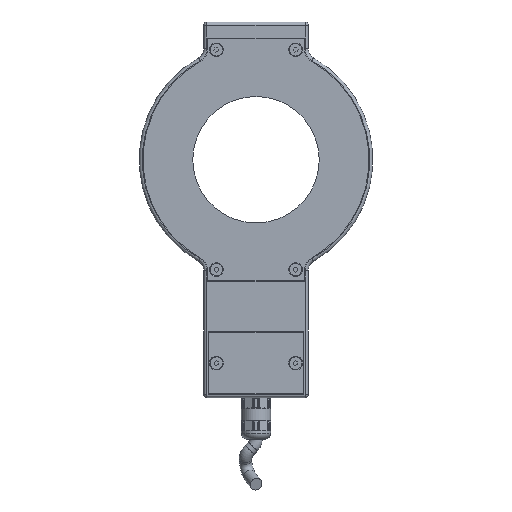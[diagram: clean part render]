
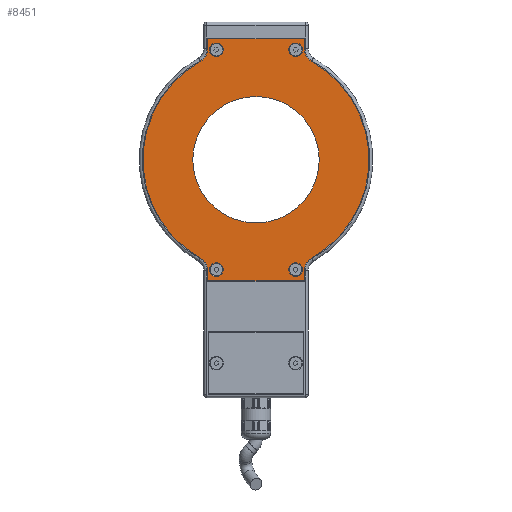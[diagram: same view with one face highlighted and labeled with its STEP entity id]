
A CAD part, front view. The second image highlights one B-rep face of the part: STEP entity #8451.
In plain terms, the highlighted planar face has unit normal (0, -1, 0).
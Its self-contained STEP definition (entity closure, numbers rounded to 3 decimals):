
#512=LINE('',#15140,#1051);
#513=LINE('',#15148,#1052);
#514=LINE('',#15150,#1053);
#515=LINE('',#15152,#1054);
#516=LINE('',#15160,#1055);
#517=LINE('',#15161,#1056);
#1051=VECTOR('',#11249,4.887);
#1052=VECTOR('',#11256,4.887);
#1053=VECTOR('',#11257,46.4);
#1054=VECTOR('',#11258,4.887);
#1055=VECTOR('',#11265,4.887);
#1056=VECTOR('',#11266,46.4);
#1550=PLANE('',#9231);
#1710=FACE_BOUND('',#3084,.T.);
#1711=FACE_BOUND('',#3085,.T.);
#1712=FACE_BOUND('',#3086,.T.);
#1713=FACE_BOUND('',#3087,.T.);
#1714=FACE_BOUND('',#3088,.T.);
#1715=FACE_BOUND('',#3089,.T.);
#2049=CIRCLE('',#9232,3.25);
#2050=CIRCLE('',#9233,3.25);
#2051=CIRCLE('',#9234,3.25);
#2052=CIRCLE('',#9235,3.25);
#2053=CIRCLE('',#9236,30.3);
#2054=CIRCLE('',#9237,6.8);
#2055=CIRCLE('',#9238,54.2);
#2056=CIRCLE('',#9239,6.8);
#2057=CIRCLE('',#9240,6.8);
#2058=CIRCLE('',#9241,54.2);
#2059=CIRCLE('',#9242,6.8);
#3084=EDGE_LOOP('',(#7052));
#3085=EDGE_LOOP('',(#7053));
#3086=EDGE_LOOP('',(#7054));
#3087=EDGE_LOOP('',(#7055));
#3088=EDGE_LOOP('',(#7056));
#3089=EDGE_LOOP('',(#7057,#7058,#7059,#7060,#7061,#7062,#7063,#7064,#7065,
#7066,#7067,#7068));
#3955=VERTEX_POINT('',#15128);
#3956=VERTEX_POINT('',#15130);
#3957=VERTEX_POINT('',#15132);
#3958=VERTEX_POINT('',#15134);
#3959=VERTEX_POINT('',#15136);
#3960=VERTEX_POINT('',#15138);
#3961=VERTEX_POINT('',#15139);
#3962=VERTEX_POINT('',#15141);
#3963=VERTEX_POINT('',#15143);
#3964=VERTEX_POINT('',#15145);
#3965=VERTEX_POINT('',#15147);
#3966=VERTEX_POINT('',#15149);
#3967=VERTEX_POINT('',#15151);
#3968=VERTEX_POINT('',#15153);
#3969=VERTEX_POINT('',#15155);
#3970=VERTEX_POINT('',#15157);
#3971=VERTEX_POINT('',#15159);
#5029=EDGE_CURVE('',#3955,#3955,#2049,.T.);
#5030=EDGE_CURVE('',#3956,#3956,#2050,.T.);
#5031=EDGE_CURVE('',#3957,#3957,#2051,.T.);
#5032=EDGE_CURVE('',#3958,#3958,#2052,.T.);
#5033=EDGE_CURVE('',#3959,#3959,#2053,.T.);
#5034=EDGE_CURVE('',#3960,#3961,#512,.T.);
#5035=EDGE_CURVE('',#3961,#3962,#2054,.T.);
#5036=EDGE_CURVE('',#3962,#3963,#2055,.T.);
#5037=EDGE_CURVE('',#3963,#3964,#2056,.T.);
#5038=EDGE_CURVE('',#3964,#3965,#513,.T.);
#5039=EDGE_CURVE('',#3965,#3966,#514,.T.);
#5040=EDGE_CURVE('',#3966,#3967,#515,.T.);
#5041=EDGE_CURVE('',#3967,#3968,#2057,.T.);
#5042=EDGE_CURVE('',#3968,#3969,#2058,.T.);
#5043=EDGE_CURVE('',#3969,#3970,#2059,.T.);
#5044=EDGE_CURVE('',#3970,#3971,#516,.T.);
#5045=EDGE_CURVE('',#3971,#3960,#517,.T.);
#7052=ORIENTED_EDGE('',*,*,#5029,.T.);
#7053=ORIENTED_EDGE('',*,*,#5030,.T.);
#7054=ORIENTED_EDGE('',*,*,#5031,.T.);
#7055=ORIENTED_EDGE('',*,*,#5032,.T.);
#7056=ORIENTED_EDGE('',*,*,#5033,.T.);
#7057=ORIENTED_EDGE('',*,*,#5034,.T.);
#7058=ORIENTED_EDGE('',*,*,#5035,.T.);
#7059=ORIENTED_EDGE('',*,*,#5036,.T.);
#7060=ORIENTED_EDGE('',*,*,#5037,.T.);
#7061=ORIENTED_EDGE('',*,*,#5038,.T.);
#7062=ORIENTED_EDGE('',*,*,#5039,.T.);
#7063=ORIENTED_EDGE('',*,*,#5040,.T.);
#7064=ORIENTED_EDGE('',*,*,#5041,.T.);
#7065=ORIENTED_EDGE('',*,*,#5042,.T.);
#7066=ORIENTED_EDGE('',*,*,#5043,.T.);
#7067=ORIENTED_EDGE('',*,*,#5044,.T.);
#7068=ORIENTED_EDGE('',*,*,#5045,.T.);
#8451=ADVANCED_FACE('',(#1710,#1711,#1712,#1713,#1714,#1715),#1550,.T.);
#9231=AXIS2_PLACEMENT_3D('',#15127,#11237,#11238);
#9232=AXIS2_PLACEMENT_3D('',#15129,#11239,#11240);
#9233=AXIS2_PLACEMENT_3D('',#15131,#11241,#11242);
#9234=AXIS2_PLACEMENT_3D('',#15133,#11243,#11244);
#9235=AXIS2_PLACEMENT_3D('',#15135,#11245,#11246);
#9236=AXIS2_PLACEMENT_3D('',#15137,#11247,#11248);
#9237=AXIS2_PLACEMENT_3D('',#15142,#11250,#11251);
#9238=AXIS2_PLACEMENT_3D('',#15144,#11252,#11253);
#9239=AXIS2_PLACEMENT_3D('',#15146,#11254,#11255);
#9240=AXIS2_PLACEMENT_3D('',#15154,#11259,#11260);
#9241=AXIS2_PLACEMENT_3D('',#15156,#11261,#11262);
#9242=AXIS2_PLACEMENT_3D('',#15158,#11263,#11264);
#11237=DIRECTION('center_axis',(0.,-1.,0.));
#11238=DIRECTION('ref_axis',(0.,0.,-1.));
#11239=DIRECTION('center_axis',(0.,1.,0.));
#11240=DIRECTION('ref_axis',(-1.,0.,0.));
#11241=DIRECTION('center_axis',(0.,1.,0.));
#11242=DIRECTION('ref_axis',(-1.,0.,0.));
#11243=DIRECTION('center_axis',(0.,1.,0.));
#11244=DIRECTION('ref_axis',(-1.,0.,0.));
#11245=DIRECTION('center_axis',(0.,1.,0.));
#11246=DIRECTION('ref_axis',(-1.,0.,0.));
#11247=DIRECTION('center_axis',(0.,1.,0.));
#11248=DIRECTION('ref_axis',(1.,0.,0.));
#11249=DIRECTION('',(0.,0.,1.));
#11250=DIRECTION('center_axis',(0.,1.,0.));
#11251=DIRECTION('ref_axis',(0.492,0.,-0.871));
#11252=DIRECTION('center_axis',(0.,-1.,0.));
#11253=DIRECTION('ref_axis',(0.492,0.,-0.871));
#11254=DIRECTION('center_axis',(0.,1.,0.));
#11255=DIRECTION('ref_axis',(1.,0.,0.));
#11256=DIRECTION('',(0.,0.,1.));
#11257=DIRECTION('',(-1.,0.,0.));
#11258=DIRECTION('',(0.,0.,-1.));
#11259=DIRECTION('center_axis',(0.,1.,0.));
#11260=DIRECTION('ref_axis',(-0.492,0.,
0.871));
#11261=DIRECTION('center_axis',(0.,-1.,0.));
#11262=DIRECTION('ref_axis',(-0.492,0.,0.871));
#11263=DIRECTION('center_axis',(0.,1.,0.));
#11264=DIRECTION('ref_axis',(-1.,0.,0.));
#11265=DIRECTION('',(0.,0.,-1.));
#11266=DIRECTION('',(1.,0.,0.));
#15127=CARTESIAN_POINT('Origin',(0.,-10.5,0.));
#15128=CARTESIAN_POINT('',(-22.25,-10.5,52.68));
#15129=CARTESIAN_POINT('Origin',(-19.,-10.5,52.68));
#15130=CARTESIAN_POINT('',(15.75,-10.5,-52.68));
#15131=CARTESIAN_POINT('Origin',(19.,-10.5,-52.68));
#15132=CARTESIAN_POINT('',(-22.25,-10.5,-52.68));
#15133=CARTESIAN_POINT('Origin',(-19.,-10.5,-52.68));
#15134=CARTESIAN_POINT('',(15.75,-10.5,52.68));
#15135=CARTESIAN_POINT('Origin',(19.,-10.5,52.68));
#15136=CARTESIAN_POINT('',(-30.3,-10.5,0.));
#15137=CARTESIAN_POINT('Origin',(0.,-10.5,0.));
#15138=CARTESIAN_POINT('',(23.2,-10.5,-58.));
#15139=CARTESIAN_POINT('',(23.2,-10.5,-53.113));
#15140=CARTESIAN_POINT('',(23.2,-10.5,-58.));
#15141=CARTESIAN_POINT('',(26.656,-10.5,-47.192));
#15142=CARTESIAN_POINT('Origin',(30.,-10.5,-53.113));
#15143=CARTESIAN_POINT('',(26.656,-10.5,47.192));
#15144=CARTESIAN_POINT('Origin',(0.,-10.5,0.));
#15145=CARTESIAN_POINT('',(23.2,-10.5,53.113));
#15146=CARTESIAN_POINT('Origin',(30.,-10.5,53.113));
#15147=CARTESIAN_POINT('',(23.2,-10.5,58.));
#15148=CARTESIAN_POINT('',(23.2,-10.5,53.113));
#15149=CARTESIAN_POINT('',(-23.2,-10.5,58.));
#15150=CARTESIAN_POINT('',(23.2,-10.5,58.));
#15151=CARTESIAN_POINT('',(-23.2,-10.5,53.113));
#15152=CARTESIAN_POINT('',(-23.2,-10.5,58.));
#15153=CARTESIAN_POINT('',(-26.656,-10.5,47.192));
#15154=CARTESIAN_POINT('Origin',(-30.,-10.5,53.113));
#15155=CARTESIAN_POINT('',(-26.656,-10.5,-47.192));
#15156=CARTESIAN_POINT('Origin',(0.,-10.5,0.));
#15157=CARTESIAN_POINT('',(-23.2,-10.5,-53.113));
#15158=CARTESIAN_POINT('Origin',(-30.,-10.5,-53.113));
#15159=CARTESIAN_POINT('',(-23.2,-10.5,-58.));
#15160=CARTESIAN_POINT('',(-23.2,-10.5,-53.113));
#15161=CARTESIAN_POINT('',(-23.2,-10.5,-58.));
